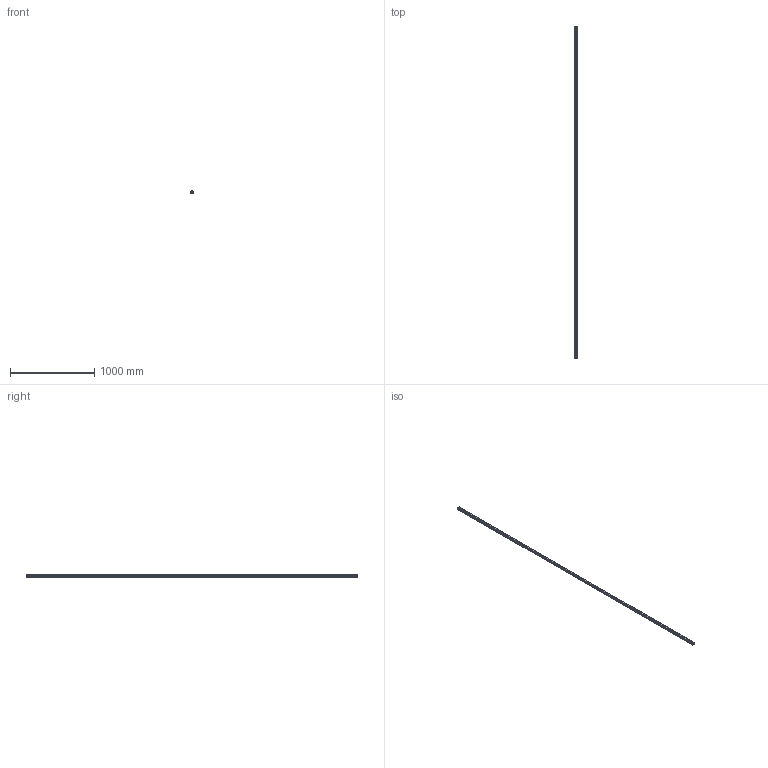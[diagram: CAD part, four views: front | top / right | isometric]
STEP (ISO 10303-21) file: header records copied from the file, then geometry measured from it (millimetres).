
FILE_DESCRIPTION(('STEP AP214'),'1');
FILE_NAME('cctmp_CE34390B-F760-4FAC-961F-F80183AC548E_2020_6_24_15_44_58_966..stp','2020-06-24T13:44:59',('HIWIN GmbH'),('CADClick - www.CADClick.com'),'Spatial InterOp 3D',' ','unknown authorization');
FILE_SCHEMA(('AUTOMOTIVE_DESIGN'));
Length unit declared in the file: millimetre
Products named in the file (1): HGR30R3950H_FILE
Bounding box: 28 x 3950 x 26 mm (x, y, z)
Volume: 2296601.1 mm3; surface area: 489686.9 mm2
Topology: 1 solids, 1 shells, 565 faces, 1227 edges, 818 vertices
Faces by surface type: cylinder 322, plane 243
Entity records: 20249 total; most frequent: DIRECTION 3003, CARTESIAN_POINT 2611, ORIENTED_EDGE 2454, EDGE_CURVE 1227, AXIS2_PLACEMENT_3D 1210, VERTEX_POINT 818, EDGE_LOOP 719, CIRCLE 644
